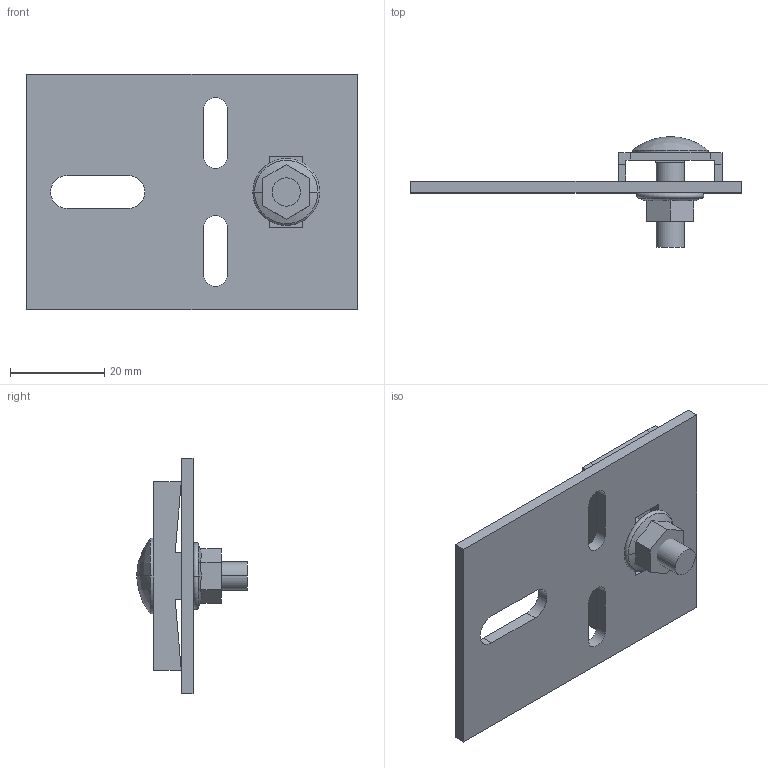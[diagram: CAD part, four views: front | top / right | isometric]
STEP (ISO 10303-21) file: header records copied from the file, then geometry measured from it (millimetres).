
FILE_DESCRIPTION (( 'STEP AP214' ), '1' );
FILE_NAME ('6221009.stp', '2017-03-21T14:16:01', ( '' ), ( '' ), 'SwSTEP 2.0', 'SolidWorks 2016', '' );
FILE_SCHEMA (( 'AUTOMOTIVE_DESIGN' ));
Length unit declared in the file: millimetre
Products named in the file (5): 6221009; 075840_Auflager; 048501_Standard; KTS 14.001-039_M6x20; 009561_Hexagon Flange Nut DIN 6923 - M6 - C
Assembly tree (4 placements, depth 2):
  6221009
    075840_Auflager
    048501_Standard
    KTS 14.001-039_M6x20
    009561_Hexagon Flange Nut DIN 6923 - M6 - C
Bounding box: 70 x 23.5 x 50 mm (x, y, z)
Volume: 11040.7 mm3; surface area: 11222.7 mm2
Topology: 4 solids, 4 shells, 81 faces, 210 edges, 139 vertices
Faces by surface type: plane 61, cylinder 14, sphere 2, cone 2, torus 2
Entity records: 2694 total; most frequent: CARTESIAN_POINT 469, ORIENTED_EDGE 420, DIRECTION 414, EDGE_CURVE 210, VECTOR 166, LINE 166, VERTEX_POINT 139, AXIS2_PLACEMENT_3D 124
